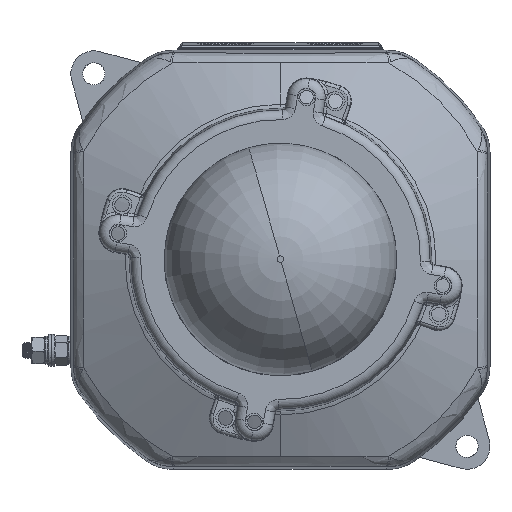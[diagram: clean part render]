
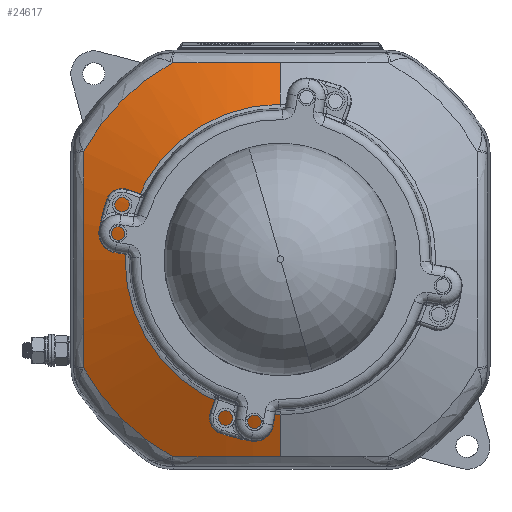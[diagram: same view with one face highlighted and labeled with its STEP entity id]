
A CAD part, top view. The second image highlights one B-rep face of the part: STEP entity #24617.
In plain terms, the highlighted conical face has half-angle 65 degrees and reference radius 80 mm.
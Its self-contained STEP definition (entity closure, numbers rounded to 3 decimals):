
#501 = CARTESIAN_POINT ( 'NONE',  ( 40.869, 22.515, 10.595 ) ) ;
#563 = CONICAL_SURFACE ( 'NONE', #28768, 80., 1.134 ) ;
#1031 = ORIENTED_EDGE ( 'NONE', *, *, #44456, .T. ) ;
#1309 = CARTESIAN_POINT ( 'NONE',  ( 40.869, 102.515, 10.595 ) ) ;
#1342 = CARTESIAN_POINT ( 'NONE',  ( 18.386, 83.623, 17.642 ) ) ;
#1569 = CARTESIAN_POINT ( 'NONE',  ( 7.296, 83.564, 15.411 ) ) ;
#1707 = CARTESIAN_POINT ( 'NONE',  ( -20.286, 33.757, 18.934 ) ) ;
#2592 = CARTESIAN_POINT ( 'NONE',  ( 40.869, 22.515, 25.421 ) ) ;
#2611 = ORIENTED_EDGE ( 'NONE', *, *, #17539, .T. ) ;
#2955 = CARTESIAN_POINT ( 'NONE',  ( -20.18, -11.058, 15.411 ) ) ;
#3095 = CARTESIAN_POINT ( 'NONE',  ( 29.626, -38.64, 18.934 ) ) ;
#3511 = LINE ( 'NONE', #18942, #43993 ) ;
#3824 = CARTESIAN_POINT ( 'NONE',  ( 40.869, 22.515, 15.411 ) ) ;
#4388 = VERTEX_POINT ( 'NONE', #34141 ) ;
#5144 = CARTESIAN_POINT ( 'NONE',  ( 35.247, 83.683, 19.285 ) ) ;
#5503 = CARTESIAN_POINT ( 'NONE',  ( -20.208, 50.563, 16.641 ) ) ;
#5572 = B_SPLINE_CURVE_WITH_KNOTS ( 'NONE', 3,
 ( #40011, #5503, #20925, #36286, #1707, #17138, #32493, #47732, #13346, #28696, #43987, #9537, #24938 ),
 .UNSPECIFIED., .F., .F.,
 ( 4, 2, 2, 1, 2, 2, 4 ),
 ( 0., 0.017, 0.025, 0.034, 0.042, 0.051, 0.068 ),
 .UNSPECIFIED. ) ;
#6260 = VERTEX_POINT ( 'NONE', #1569 ) ;
#6310 = ORIENTED_EDGE ( 'NONE', *, *, #47825, .F. ) ;
#6883 = CARTESIAN_POINT ( 'NONE',  ( 12.821, -38.562, 16.641 ) ) ;
#7469 = CIRCLE ( 'NONE', #35661, 48.206 ) ;
#8577 = DIRECTION ( 'NONE',  ( 0., 1., 0. ) ) ;
#9537 = CARTESIAN_POINT ( 'NONE',  ( -20.208, -5.533, 16.641 ) ) ;
#11180 = ORIENTED_EDGE ( 'NONE', *, *, #30646, .T. ) ;
#11708 = B_SPLINE_CURVE_WITH_KNOTS ( 'NONE', 3,
 ( #24349, #39662, #5144, #20572, #35920, #1342, #16778, #32130 ),
 .UNSPECIFIED., .F., .F.,
 ( 4, 2, 2, 4 ),
 ( 0.034, 0.042, 0.051, 0.068 ),
 .UNSPECIFIED. ) ;
#12715 = DIRECTION ( 'NONE',  ( 0., 1., 0. ) ) ;
#13346 = CARTESIAN_POINT ( 'NONE',  ( -20.286, 11.272, 18.934 ) ) ;
#14331 = CIRCLE ( 'NONE', #42443, 69.671 ) ;
#14402 = EDGE_CURVE ( 'NONE', #17508, #34374, #5572, .T. ) ;
#14819 = B_SPLINE_CURVE_WITH_KNOTS ( 'NONE', 3,
 ( #41401, #6883, #22306, #37639, #3095, #18544, #33888, #49105 ),
 .UNSPECIFIED., .F., .F.,
 ( 4, 2, 2, 4 ),
 ( 0., 0.017, 0.025, 0.034 ),
 .UNSPECIFIED. ) ;
#16745 = DIRECTION ( 'NONE',  ( 0., 0.906, -0.423 ) ) ;
#16778 = CARTESIAN_POINT ( 'NONE',  ( 12.821, 83.592, 16.641 ) ) ;
#16893 = ORIENTED_EDGE ( 'NONE', *, *, #38513, .T. ) ;
#17138 = CARTESIAN_POINT ( 'NONE',  ( -20.3, 28.135, 19.285 ) ) ;
#17162 = CARTESIAN_POINT ( 'NONE',  ( 40.869, 70.72, 25.421 ) ) ;
#17508 = VERTEX_POINT ( 'NONE', #43150 ) ;
#17539 = EDGE_CURVE ( 'NONE', #6260, #17508, #20708, .T. ) ;
#18051 = DIRECTION ( 'NONE',  ( 0., 0., -1. ) ) ;
#18192 = ORIENTED_EDGE ( 'NONE', *, *, #40075, .T. ) ;
#18544 = CARTESIAN_POINT ( 'NONE',  ( 35.247, -38.654, 19.285 ) ) ;
#18942 = CARTESIAN_POINT ( 'NONE',  ( 40.869, -57.485, 10.595 ) ) ;
#19263 = DIRECTION ( 'NONE',  ( 0., 0., 1. ) ) ;
#20309 = CARTESIAN_POINT ( 'NONE',  ( 40.869, 22.515, 15.411 ) ) ;
#20572 = CARTESIAN_POINT ( 'NONE',  ( 29.626, 83.669, 18.934 ) ) ;
#20708 = CIRCLE ( 'NONE', #48690, 69.671 ) ;
#20925 = CARTESIAN_POINT ( 'NONE',  ( -20.24, 44.998, 17.642 ) ) ;
#21712 = VERTEX_POINT ( 'NONE', #45074 ) ;
#22306 = CARTESIAN_POINT ( 'NONE',  ( 18.385, -38.594, 17.642 ) ) ;
#23162 = EDGE_LOOP ( 'NONE', ( #6310, #18192, #32059, #16893, #2611, #24810, #11180, #1031 ) ) ;
#23689 = CARTESIAN_POINT ( 'NONE',  ( 40.869, 83.687, 19.374 ) ) ;
#24349 = CARTESIAN_POINT ( 'NONE',  ( 40.869, 83.687, 19.374 ) ) ;
#24617 = ADVANCED_FACE ( 'NONE', ( #35072 ), #563, .T. ) ;
#24810 = ORIENTED_EDGE ( 'NONE', *, *, #14402, .T. ) ;
#24938 = CARTESIAN_POINT ( 'NONE',  ( -20.18, -11.058, 15.411 ) ) ;
#28696 = CARTESIAN_POINT ( 'NONE',  ( -20.276, 8.462, 18.671 ) ) ;
#28768 = AXIS2_PLACEMENT_3D ( 'NONE', #501, #43067, #8577 ) ;
#28794 = VERTEX_POINT ( 'NONE', #23689 ) ;
#30646 = EDGE_CURVE ( 'NONE', #34374, #36056, #14331, .T. ) ;
#31685 = VERTEX_POINT ( 'NONE', #17162 ) ;
#32059 = ORIENTED_EDGE ( 'NONE', *, *, #40291, .T. ) ;
#32130 = CARTESIAN_POINT ( 'NONE',  ( 7.296, 83.564, 15.411 ) ) ;
#32493 = CARTESIAN_POINT ( 'NONE',  ( -20.307, 22.514, 19.463 ) ) ;
#33394 = DIRECTION ( 'NONE',  ( 0., -1., 0. ) ) ;
#33888 = CARTESIAN_POINT ( 'NONE',  ( 38.058, -38.657, 19.374 ) ) ;
#34141 = CARTESIAN_POINT ( 'NONE',  ( 40.869, -25.691, 25.421 ) ) ;
#34294 = DIRECTION ( 'NONE',  ( 0., -0.906, -0.423 ) ) ;
#34374 = VERTEX_POINT ( 'NONE', #2955 ) ;
#34608 = DIRECTION ( 'NONE',  ( 0., 1., 0. ) ) ;
#35072 = FACE_OUTER_BOUND ( 'NONE', #23162, .T. ) ;
#35661 = AXIS2_PLACEMENT_3D ( 'NONE', #2592, #18051, #33394 ) ;
#35884 = LINE ( 'NONE', #1309, #46835 ) ;
#35920 = CARTESIAN_POINT ( 'NONE',  ( 26.816, 83.659, 18.671 ) ) ;
#36056 = VERTEX_POINT ( 'NONE', #37841 ) ;
#36286 = CARTESIAN_POINT ( 'NONE',  ( -20.276, 36.569, 18.671 ) ) ;
#37639 = CARTESIAN_POINT ( 'NONE',  ( 26.814, -38.63, 18.671 ) ) ;
#37841 = CARTESIAN_POINT ( 'NONE',  ( 7.296, -38.534, 15.411 ) ) ;
#38513 = EDGE_CURVE ( 'NONE', #28794, #6260, #11708, .T. ) ;
#39662 = CARTESIAN_POINT ( 'NONE',  ( 38.058, 83.687, 19.374 ) ) ;
#40011 = CARTESIAN_POINT ( 'NONE',  ( -20.18, 56.088, 15.411 ) ) ;
#40075 = EDGE_CURVE ( 'NONE', #4388, #31685, #7469, .T. ) ;
#40291 = EDGE_CURVE ( 'NONE', #31685, #28794, #35884, .T. ) ;
#41401 = CARTESIAN_POINT ( 'NONE',  ( 7.296, -38.534, 15.411 ) ) ;
#42443 = AXIS2_PLACEMENT_3D ( 'NONE', #3824, #19263, #34608 ) ;
#43067 = DIRECTION ( 'NONE',  ( 0., 0., -1. ) ) ;
#43150 = CARTESIAN_POINT ( 'NONE',  ( -20.18, 56.088, 15.411 ) ) ;
#43987 = CARTESIAN_POINT ( 'NONE',  ( -20.24, 0.032, 17.642 ) ) ;
#43993 = VECTOR ( 'NONE', #34294, 1000. ) ;
#44456 = EDGE_CURVE ( 'NONE', #36056, #21712, #14819, .T. ) ;
#45074 = CARTESIAN_POINT ( 'NONE',  ( 40.869, -38.657, 19.374 ) ) ;
#46835 = VECTOR ( 'NONE', #16745, 1000. ) ;
#47123 = DIRECTION ( 'NONE',  ( 0., 0., 1. ) ) ;
#47732 = CARTESIAN_POINT ( 'NONE',  ( -20.3, 16.893, 19.285 ) ) ;
#47825 = EDGE_CURVE ( 'NONE', #4388, #21712, #3511, .T. ) ;
#48690 = AXIS2_PLACEMENT_3D ( 'NONE', #20309, #47123, #12715 ) ;
#49105 = CARTESIAN_POINT ( 'NONE',  ( 40.869, -38.657, 19.374 ) ) ;
